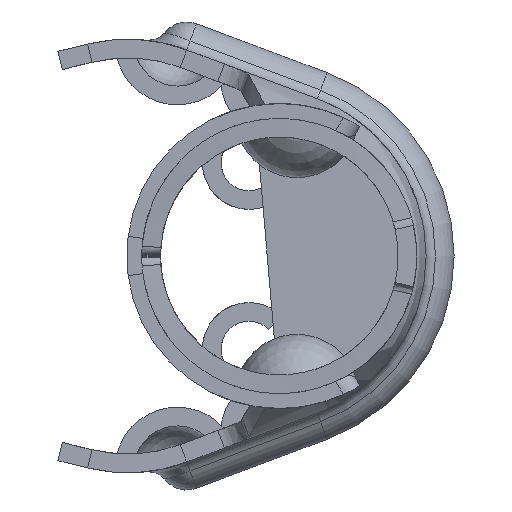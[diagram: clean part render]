
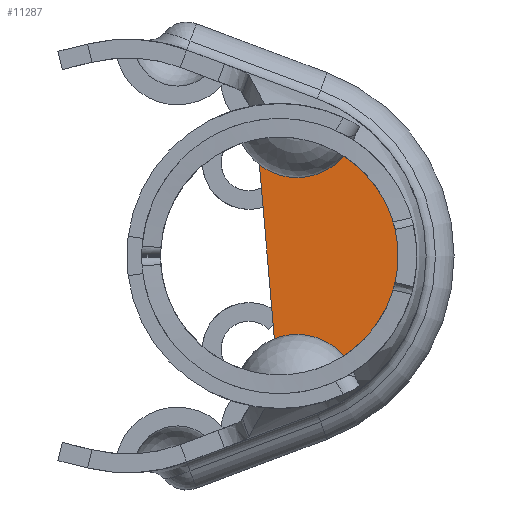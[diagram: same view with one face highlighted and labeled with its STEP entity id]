
A CAD part, left-side view. The second image highlights one B-rep face of the part: STEP entity #11287.
In plain terms, the highlighted face is planar.
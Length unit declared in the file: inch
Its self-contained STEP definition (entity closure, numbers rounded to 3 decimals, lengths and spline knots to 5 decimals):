
#235 = CARTESIAN_POINT ( 'NONE',  ( -0.506, -0.10915, -0.11983 ) ) ;
#307 = CARTESIAN_POINT ( 'NONE',  ( -0.506, -0.15162, 0.07209 ) ) ;
#604 = CARTESIAN_POINT ( 'NONE',  ( -0.506, -0.0225, 0. ) ) ;
#952 = AXIS2_PLACEMENT_3D ( 'NONE', #2121, #10404, #15116 ) ;
#1386 = CARTESIAN_POINT ( 'NONE',  ( -0.506, -0.07114, -0.13965 ) ) ;
#1467 = CARTESIAN_POINT ( 'NONE',  ( -0.506, -0.16879, 0.02156 ) ) ;
#1539 = CARTESIAN_POINT ( 'NONE',  ( -0.506, -0.0184, 0.14783 ) ) ;
#1663 = CARTESIAN_POINT ( 'NONE',  ( -0.506, 0.00294, 0.14529 ) ) ;
#2121 = CARTESIAN_POINT ( 'NONE',  ( -0.506, -0.0225, 0. ) ) ;
#2555 = CARTESIAN_POINT ( 'NONE',  ( -0.506, -0.01838, -0.14783 ) ) ;
#2632 = CARTESIAN_POINT ( 'NONE',  ( -0.506, -0.16879, -0.02158 ) ) ;
#2708 = CARTESIAN_POINT ( 'NONE',  ( -0.506, -0.07116, 0.13964 ) ) ;
#3787 = CARTESIAN_POINT ( 'NONE',  ( -0.506, -0.15159, -0.07213 ) ) ;
#3871 = CARTESIAN_POINT ( 'NONE',  ( -0.506, -0.10916, 0.11983 ) ) ;
#4275 = ORIENTED_EDGE ( 'NONE', *, *, #13207, .T. ) ;
#4478 = VERTEX_POINT ( 'NONE', #1663 ) ;
#4650 = AXIS2_PLACEMENT_3D ( 'NONE', #604, #5321, #10046 ) ;
#4943 = CARTESIAN_POINT ( 'NONE',  ( -0.506, -0.12549, -0.10612 ) ) ;
#5020 = CARTESIAN_POINT ( 'NONE',  ( -0.506, -0.14605, 0.08127 ) ) ;
#5321 = DIRECTION ( 'NONE',  ( -1., 0., 0. ) ) ;
#6099 = CARTESIAN_POINT ( 'NONE',  ( -0.506, -0.08109, -0.13579 ) ) ;
#6184 = CARTESIAN_POINT ( 'NONE',  ( -0.506, -0.16417, 0.04242 ) ) ;
#6256 = CARTESIAN_POINT ( 'NONE',  ( -0.506, -0.00771, 0.14712 ) ) ;
#6261 = ORIENTED_EDGE ( 'NONE', *, *, #12268, .T. ) ;
#6482 = FACE_OUTER_BOUND ( 'NONE', #10924, .T. ) ;
#7267 = CARTESIAN_POINT ( 'NONE',  ( -0.506, -0.03971, -0.14688 ) ) ;
#7341 = CARTESIAN_POINT ( 'NONE',  ( -0.506, -0.16999, -0.01083 ) ) ;
#7418 = CARTESIAN_POINT ( 'NONE',  ( -0.506, -0.05058, 0.14519 ) ) ;
#8073 = CARTESIAN_POINT ( 'NONE',  ( -0.506, 0.00294, -0.14529 ) ) ;
#8438 = CARTESIAN_POINT ( 'NONE',  ( -0.506, 0.00294, -0.14529 ) ) ;
#8509 = CARTESIAN_POINT ( 'NONE',  ( -0.506, -0.16068, -0.05266 ) ) ;
#8587 = CARTESIAN_POINT ( 'NONE',  ( -0.506, -0.1003, 0.12577 ) ) ;
#9510 = B_SPLINE_CURVE_WITH_KNOTS ( 'NONE', 3,
 ( #8438, #13150, #2555, #7267, #11984, #1386, #6099, #10834, #235, #4943, #9661, #14381, #3787, #8509, #13235, #2632, #7341, #12067, #1467, #6184, #10912, #307, #5020, #9739, #14458, #3871, #8587, #13311, #2708, #7418, #12144, #1539, #6256, #10991 ),
 .UNSPECIFIED., .F., .F.,
 ( 4, 2, 2, 2, 2, 2, 2, 2, 2, 2, 2, 2, 2, 2, 2, 2, 4 ),
 ( -0.00001, 0.0008, 0.00161, 0.00243, 0.00324, 0.00405, 0.00486, 0.00568, 0.00649, 0.0073, 0.00811, 0.00893, 0.00974, 0.01055, 0.01136, 0.01218, 0.01299 ),
 .UNSPECIFIED. ) ;
#9661 = CARTESIAN_POINT ( 'NONE',  ( -0.506, -0.13302, -0.09825 ) ) ;
#9739 = CARTESIAN_POINT ( 'NONE',  ( -0.506, -0.13306, 0.09819 ) ) ;
#10046 = DIRECTION ( 'NONE',  ( 0., -1., 0. ) ) ;
#10404 = DIRECTION ( 'NONE',  ( 1., 0., 0. ) ) ;
#10834 = CARTESIAN_POINT ( 'NONE',  ( -0.506, -0.1002, -0.12583 ) ) ;
#10912 = CARTESIAN_POINT ( 'NONE',  ( -0.506, -0.16074, 0.05253 ) ) ;
#10924 = EDGE_LOOP ( 'NONE', ( #6261, #4275 ) ) ;
#10991 = CARTESIAN_POINT ( 'NONE',  ( -0.506, 0.00294, 0.14529 ) ) ;
#11206 = PLANE ( 'NONE',  #4650 ) ;
#11287 = ADVANCED_FACE ( 'NONE', ( #6482 ), #11206, .F. ) ;
#11984 = CARTESIAN_POINT ( 'NONE',  ( -0.506, -0.05049, -0.14521 ) ) ;
#12067 = CARTESIAN_POINT ( 'NONE',  ( -0.506, -0.16999, 0.01074 ) ) ;
#12144 = CARTESIAN_POINT ( 'NONE',  ( -0.506, -0.03986, 0.14686 ) ) ;
#12268 = EDGE_CURVE ( 'NONE', #4478, #14970, #14296, .T. ) ;
#13150 = CARTESIAN_POINT ( 'NONE',  ( -0.506, -0.00772, -0.14712 ) ) ;
#13207 = EDGE_CURVE ( 'NONE', #14970, #4478, #9510, .T. ) ;
#13235 = CARTESIAN_POINT ( 'NONE',  ( -0.506, -0.16418, -0.0424 ) ) ;
#13311 = CARTESIAN_POINT ( 'NONE',  ( -0.506, -0.08123, 0.13572 ) ) ;
#14296 = CIRCLE ( 'NONE', #952, 0.1475 ) ;
#14381 = CARTESIAN_POINT ( 'NONE',  ( -0.506, -0.14607, -0.08125 ) ) ;
#14458 = CARTESIAN_POINT ( 'NONE',  ( -0.506, -0.12554, 0.10608 ) ) ;
#14970 = VERTEX_POINT ( 'NONE', #8073 ) ;
#15116 = DIRECTION ( 'NONE',  ( 0., 1., 0. ) ) ;
